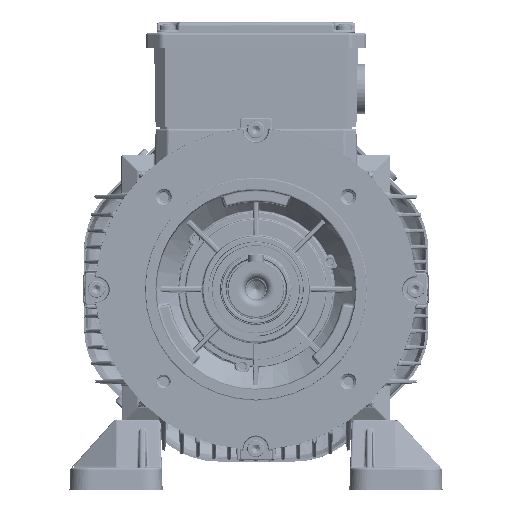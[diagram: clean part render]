
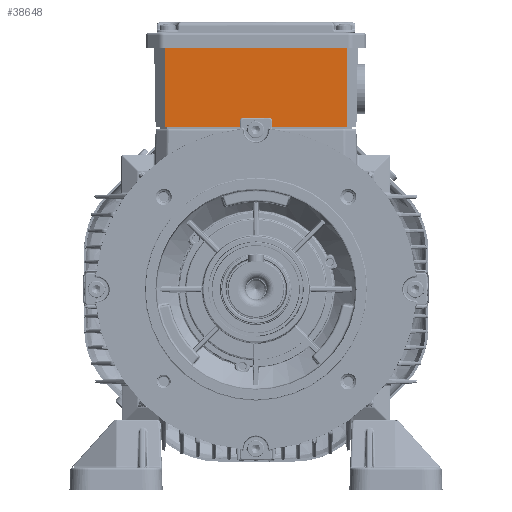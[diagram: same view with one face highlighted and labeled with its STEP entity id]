
A CAD part, left-side view. The second image highlights one B-rep face of the part: STEP entity #38648.
In plain terms, the highlighted planar face has unit normal (-1, 0, -0.018).
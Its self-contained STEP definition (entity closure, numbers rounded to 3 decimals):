
#19436=LINE('',#263434,#26857);
#19441=LINE('',#263444,#26862);
#19450=LINE('',#263462,#26871);
#19452=LINE('',#263466,#26873);
#26857=VECTOR('',#170222,1.);
#26862=VECTOR('',#170231,1.);
#26871=VECTOR('',#170242,1.);
#26873=VECTOR('',#170246,1.);
#38648=ADVANCED_FACE('',(#47115),#40475,.T.);
#40475=PLANE('',#140220);
#47115=FACE_OUTER_BOUND('',#54349,.T.);
#54349=EDGE_LOOP('',(#88739,#88740,#88741,#88742));
#88739=ORIENTED_EDGE('',*,*,#124676,.T.);
#88740=ORIENTED_EDGE('',*,*,#124662,.F.);
#88741=ORIENTED_EDGE('',*,*,#124667,.F.);
#88742=ORIENTED_EDGE('',*,*,#124678,.T.);
#102965=VERTEX_POINT('',#263431);
#102966=VERTEX_POINT('',#263433);
#102969=VERTEX_POINT('',#263443);
#102978=VERTEX_POINT('',#263463);
#124662=EDGE_CURVE('',#102966,#102965,#19436,.T.);
#124667=EDGE_CURVE('',#102969,#102966,#19441,.T.);
#124676=EDGE_CURVE('',#102978,#102965,#19450,.T.);
#124678=EDGE_CURVE('',#102969,#102978,#19452,.T.);
#140220=AXIS2_PLACEMENT_3D('',#263467,#170247,#170248);
#170222=DIRECTION('',(-0.017,0.007,1.));
#170231=DIRECTION('',(0.,1.,0.));
#170242=DIRECTION('',(0.,1.,0.));
#170246=DIRECTION('',(-0.017,-0.007,1.));
#170247=DIRECTION('',(-1.,0.,-0.017));
#170248=DIRECTION('',(0.017,0.,-1.));
#263431=CARTESIAN_POINT('',(16.811,45.457,120.3));
#263433=CARTESIAN_POINT('',(17.5,45.171,80.8));
#263434=CARTESIAN_POINT('',(17.5,45.171,80.8));
#263443=CARTESIAN_POINT('',(17.5,-45.172,80.8));
#263444=CARTESIAN_POINT('',(17.5,-45.172,80.8));
#263462=CARTESIAN_POINT('',(16.811,-45.172,120.3));
#263463=CARTESIAN_POINT('',(16.811,-45.457,120.3));
#263466=CARTESIAN_POINT('',(17.5,-45.172,80.8));
#263467=CARTESIAN_POINT('',(17.5,-45.172,80.8));
